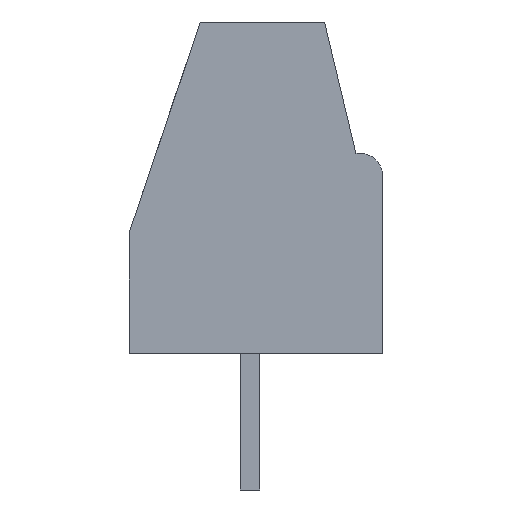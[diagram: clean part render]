
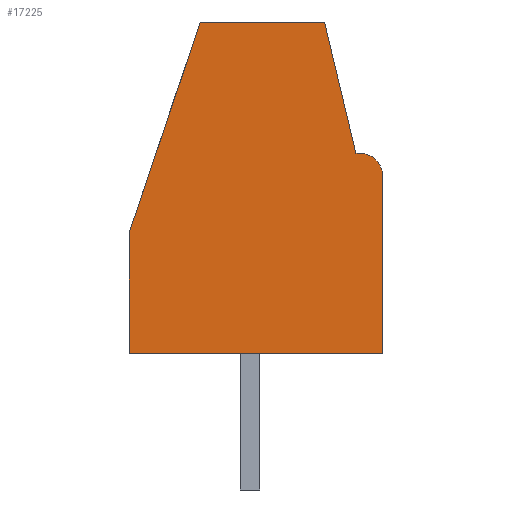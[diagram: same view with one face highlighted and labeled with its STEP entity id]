
A CAD part, left-side view. The second image highlights one B-rep face of the part: STEP entity #17225.
In plain terms, the highlighted planar face has unit normal (-1, 0, 0).
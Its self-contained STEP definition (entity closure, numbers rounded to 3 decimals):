
#124 = DIRECTION ( 'NONE',  ( 1., 0., 0. ) ) ;
#268 = EDGE_CURVE ( 'NONE', #14616, #2471, #6096, .T. ) ;
#478 = CARTESIAN_POINT ( 'NONE',  ( -10.41, -2.8, 4.54 ) ) ;
#743 = EDGE_CURVE ( 'NONE', #2471, #12125, #1727, .T. ) ;
#1058 = VECTOR ( 'NONE', #1062, 1000. ) ;
#1062 = DIRECTION ( 'NONE',  ( 0., -1., 0. ) ) ;
#1342 = FACE_OUTER_BOUND ( 'NONE', #9943, .T. ) ;
#1422 = VERTEX_POINT ( 'NONE', #21110 ) ;
#1428 = AXIS2_PLACEMENT_3D ( 'NONE', #478, #2442, #13131 ) ;
#1727 = LINE ( 'NONE', #13032, #18301 ) ;
#2247 = CARTESIAN_POINT ( 'NONE',  ( -10.41, -2.713, 5.14 ) ) ;
#2388 = VERTEX_POINT ( 'NONE', #18821 ) ;
#2425 = ORIENTED_EDGE ( 'NONE', *, *, #21088, .F. ) ;
#2442 = DIRECTION ( 'NONE',  ( -1., 0., 0. ) ) ;
#2471 = VERTEX_POINT ( 'NONE', #21467 ) ;
#4628 = DIRECTION ( 'NONE',  ( 0., -0.32, 0.948 ) ) ;
#4855 = CARTESIAN_POINT ( 'NONE',  ( -10.41, -3.4, 4.54 ) ) ;
#5442 = CARTESIAN_POINT ( 'NONE',  ( -10.41, 3.1, 3.098 ) ) ;
#5712 = EDGE_CURVE ( 'NONE', #14616, #2388, #13612, .T. ) ;
#6096 = LINE ( 'NONE', #17280, #16512 ) ;
#6162 = DIRECTION ( 'NONE',  ( 0., -0.233, -0.973 ) ) ;
#6272 = CARTESIAN_POINT ( 'NONE',  ( -10.41, -2.8, 5.14 ) ) ;
#6401 = LINE ( 'NONE', #2247, #20289 ) ;
#7304 = CARTESIAN_POINT ( 'NONE',  ( -10.41, -2.713, 5.14 ) ) ;
#8499 = CIRCLE ( 'NONE', #1428, 0.6 ) ;
#8843 = PLANE ( 'NONE',  #22973 ) ;
#9818 = CARTESIAN_POINT ( 'NONE',  ( -10.41, 3.1, 8.5 ) ) ;
#9943 = EDGE_LOOP ( 'NONE', ( #11277, #21723, #12220, #2425, #15088, #18850, #22750, #12941 ) ) ;
#9972 = CARTESIAN_POINT ( 'NONE',  ( -10.41, -1.908, 8.5 ) ) ;
#10200 = VECTOR ( 'NONE', #6162, 1000. ) ;
#11277 = ORIENTED_EDGE ( 'NONE', *, *, #18881, .F. ) ;
#11306 = CARTESIAN_POINT ( 'NONE',  ( -10.41, 3.1, 8.5 ) ) ;
#11318 = DIRECTION ( 'NONE',  ( 0., 0., -1. ) ) ;
#12125 = VERTEX_POINT ( 'NONE', #17890 ) ;
#12220 = ORIENTED_EDGE ( 'NONE', *, *, #21079, .F. ) ;
#12941 = ORIENTED_EDGE ( 'NONE', *, *, #16037, .T. ) ;
#13032 = CARTESIAN_POINT ( 'NONE',  ( -10.41, 3.1, 8.5 ) ) ;
#13131 = DIRECTION ( 'NONE',  ( 0., 0., -1. ) ) ;
#13141 = VERTEX_POINT ( 'NONE', #4855 ) ;
#13154 = LINE ( 'NONE', #20543, #13209 ) ;
#13209 = VECTOR ( 'NONE', #11318, 1000. ) ;
#13612 = LINE ( 'NONE', #9818, #19175 ) ;
#14616 = VERTEX_POINT ( 'NONE', #5442 ) ;
#15088 = ORIENTED_EDGE ( 'NONE', *, *, #743, .F. ) ;
#15247 = DIRECTION ( 'NONE',  ( 0., 0., -1. ) ) ;
#15623 = DIRECTION ( 'NONE',  ( 0., -1., 0. ) ) ;
#15913 = LINE ( 'NONE', #16042, #1058 ) ;
#16037 = EDGE_CURVE ( 'NONE', #2388, #1422, #15913, .T. ) ;
#16042 = CARTESIAN_POINT ( 'NONE',  ( -10.41, 3.1, 0. ) ) ;
#16512 = VECTOR ( 'NONE', #4628, 1000. ) ;
#17225 = ADVANCED_FACE ( 'NONE', ( #1342 ), #8843, .F. ) ;
#17280 = CARTESIAN_POINT ( 'NONE',  ( -10.41, 1.278, 8.5 ) ) ;
#17285 = DIRECTION ( 'NONE',  ( 0., 0., -1. ) ) ;
#17890 = CARTESIAN_POINT ( 'NONE',  ( -10.41, -1.908, 8.5 ) ) ;
#18301 = VECTOR ( 'NONE', #24126, 1000. ) ;
#18821 = CARTESIAN_POINT ( 'NONE',  ( -10.41, 3.1, 0. ) ) ;
#18850 = ORIENTED_EDGE ( 'NONE', *, *, #268, .F. ) ;
#18881 = EDGE_CURVE ( 'NONE', #13141, #1422, #13154, .T. ) ;
#19175 = VECTOR ( 'NONE', #17285, 1000. ) ;
#19237 = LINE ( 'NONE', #9972, #10200 ) ;
#19244 = EDGE_CURVE ( 'NONE', #13141, #21907, #8499, .T. ) ;
#20289 = VECTOR ( 'NONE', #15623, 1000. ) ;
#20543 = CARTESIAN_POINT ( 'NONE',  ( -10.41, -3.4, 8.5 ) ) ;
#21079 = EDGE_CURVE ( 'NONE', #23377, #21907, #6401, .T. ) ;
#21088 = EDGE_CURVE ( 'NONE', #12125, #23377, #19237, .T. ) ;
#21110 = CARTESIAN_POINT ( 'NONE',  ( -10.41, -3.4, 0. ) ) ;
#21467 = CARTESIAN_POINT ( 'NONE',  ( -10.41, 1.278, 8.5 ) ) ;
#21723 = ORIENTED_EDGE ( 'NONE', *, *, #19244, .T. ) ;
#21907 = VERTEX_POINT ( 'NONE', #6272 ) ;
#22750 = ORIENTED_EDGE ( 'NONE', *, *, #5712, .T. ) ;
#22973 = AXIS2_PLACEMENT_3D ( 'NONE', #11306, #124, #15247 ) ;
#23377 = VERTEX_POINT ( 'NONE', #7304 ) ;
#24126 = DIRECTION ( 'NONE',  ( 0., -1., 0. ) ) ;
